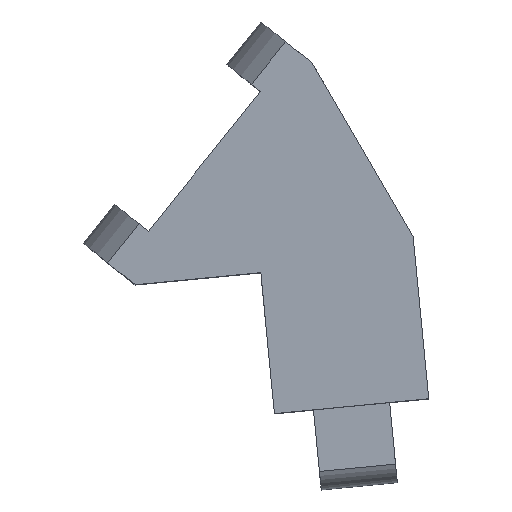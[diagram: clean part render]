
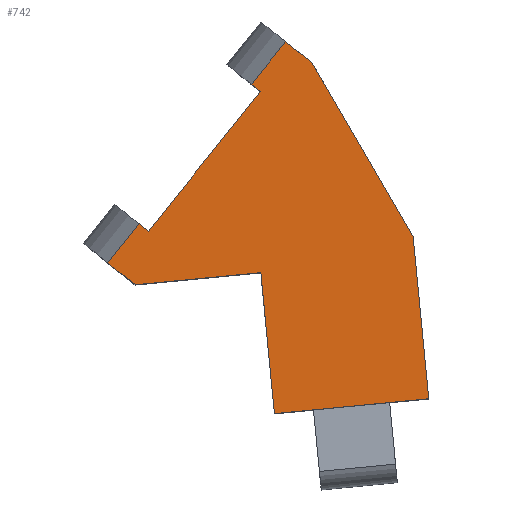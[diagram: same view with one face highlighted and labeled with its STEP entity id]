
A CAD part, top view. The second image highlights one B-rep face of the part: STEP entity #742.
In plain terms, the highlighted planar face has unit normal (0, 0, 1).
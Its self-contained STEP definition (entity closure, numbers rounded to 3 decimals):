
#3 = ORIENTED_EDGE ( 'NONE', *, *, #950, .T. ) ;
#4 = CARTESIAN_POINT ( 'NONE',  ( -17.2, 36.391, 20. ) ) ;
#8 = VECTOR ( 'NONE', #553, 1000. ) ;
#25 = DIRECTION ( 'NONE',  ( 0.78, -0.626, 0. ) ) ;
#29 = EDGE_CURVE ( 'NONE', #238, #667, #275, .T. ) ;
#68 = VECTOR ( 'NONE', #390, 1000. ) ;
#74 = CARTESIAN_POINT ( 'NONE',  ( 0., 0., 20. ) ) ;
#93 = ORIENTED_EDGE ( 'NONE', *, *, #912, .T. ) ;
#120 = CARTESIAN_POINT ( 'NONE',  ( -22.79, 13.65, 20. ) ) ;
#121 = LINE ( 'NONE', #369, #800 ) ;
#125 = EDGE_LOOP ( 'NONE', ( #216, #512, #919, #792, #696, #594, #851, #316, #759, #324, #93, #3 ) ) ;
#142 = DIRECTION ( 'NONE',  ( -1., 0., 0. ) ) ;
#156 = EDGE_CURVE ( 'NONE', #813, #238, #160, .T. ) ;
#160 = LINE ( 'NONE', #244, #8 ) ;
#161 = DIRECTION ( 'NONE',  ( -0.096, 0.995, 0. ) ) ;
#191 = CARTESIAN_POINT ( 'NONE',  ( -21.316, -1.649, 20. ) ) ;
#207 = EDGE_CURVE ( 'NONE', #364, #673, #714, .T. ) ;
#216 = ORIENTED_EDGE ( 'NONE', *, *, #842, .T. ) ;
#217 = CARTESIAN_POINT ( 'NONE',  ( -17.2, 36.391, 20. ) ) ;
#238 = VERTEX_POINT ( 'NONE', #709 ) ;
#243 = CARTESIAN_POINT ( 'NONE',  ( -6.262, 17.588, 20. ) ) ;
#244 = CARTESIAN_POINT ( 'NONE',  ( -22.831, 33.292, 20. ) ) ;
#248 = LINE ( 'NONE', #402, #297 ) ;
#250 = VECTOR ( 'NONE', #575, 1000. ) ;
#266 = CARTESIAN_POINT ( 'NONE',  ( -36.435, 12.336, 20. ) ) ;
#275 = LINE ( 'NONE', #938, #250 ) ;
#280 = EDGE_CURVE ( 'NONE', #330, #364, #660, .T. ) ;
#297 = VECTOR ( 'NONE', #161, 1000. ) ;
#315 = VERTEX_POINT ( 'NONE', #266 ) ;
#316 = ORIENTED_EDGE ( 'NONE', *, *, #651, .T. ) ;
#324 = ORIENTED_EDGE ( 'NONE', *, *, #207, .T. ) ;
#330 = VERTEX_POINT ( 'NONE', #332 ) ;
#331 = CARTESIAN_POINT ( 'NONE',  ( -22.831, 33.292, 20. ) ) ;
#332 = CARTESIAN_POINT ( 'NONE',  ( -22.79, 13.65, 20. ) ) ;
#364 = VERTEX_POINT ( 'NONE', #191 ) ;
#369 = CARTESIAN_POINT ( 'NONE',  ( -14.333, 45.889, 20. ) ) ;
#390 = DIRECTION ( 'NONE',  ( -0.78, 0.626, 0. ) ) ;
#402 = CARTESIAN_POINT ( 'NONE',  ( -4.565, -0.036, 20. ) ) ;
#404 = DIRECTION ( 'NONE',  ( 0.995, 0.096, 0. ) ) ;
#419 = LINE ( 'NONE', #752, #496 ) ;
#422 = VERTEX_POINT ( 'NONE', #504 ) ;
#423 = CARTESIAN_POINT ( 'NONE',  ( -39.379, 14.7, 20. ) ) ;
#444 = CARTESIAN_POINT ( 'NONE',  ( -23.815, 34.082, 20. ) ) ;
#455 = DIRECTION ( 'NONE',  ( -0.626, -0.78, 0. ) ) ;
#466 = EDGE_CURVE ( 'NONE', #652, #315, #555, .T. ) ;
#477 = CARTESIAN_POINT ( 'NONE',  ( -6.262, 17.588, 20. ) ) ;
#482 = VECTOR ( 'NONE', #25, 1000. ) ;
#496 = VECTOR ( 'NONE', #455, 1000. ) ;
#504 = CARTESIAN_POINT ( 'NONE',  ( -20.094, 38.715, 20. ) ) ;
#512 = ORIENTED_EDGE ( 'NONE', *, *, #786, .T. ) ;
#532 = FACE_OUTER_BOUND ( 'NONE', #125, .T. ) ;
#553 = DIRECTION ( 'NONE',  ( -0.626, -0.78, 0. ) ) ;
#555 = LINE ( 'NONE', #581, #658 ) ;
#561 = DIRECTION ( 'NONE',  ( 0.096, -0.995, 0. ) ) ;
#569 = CARTESIAN_POINT ( 'NONE',  ( -36.435, 12.336, 20. ) ) ;
#572 = CARTESIAN_POINT ( 'NONE',  ( -35.979, 18.934, 20. ) ) ;
#575 = DIRECTION ( 'NONE',  ( -0.78, 0.626, 0. ) ) ;
#581 = CARTESIAN_POINT ( 'NONE',  ( -44.961, 19.183, 20. ) ) ;
#592 = VECTOR ( 'NONE', #655, 1000. ) ;
#594 = ORIENTED_EDGE ( 'NONE', *, *, #857, .T. ) ;
#610 = LINE ( 'NONE', #331, #482 ) ;
#651 = EDGE_CURVE ( 'NONE', #315, #330, #766, .T. ) ;
#652 = VERTEX_POINT ( 'NONE', #423 ) ;
#655 = DIRECTION ( 'NONE',  ( 0.995, 0.096, 0. ) ) ;
#658 = VECTOR ( 'NONE', #958, 1000. ) ;
#660 = LINE ( 'NONE', #120, #788 ) ;
#667 = VERTEX_POINT ( 'NONE', #572 ) ;
#668 = CARTESIAN_POINT ( 'NONE',  ( -4.565, -0.036, 20. ) ) ;
#673 = VERTEX_POINT ( 'NONE', #668 ) ;
#682 = CARTESIAN_POINT ( 'NONE',  ( -22.831, 33.292, 20. ) ) ;
#696 = ORIENTED_EDGE ( 'NONE', *, *, #29, .T. ) ;
#699 = LINE ( 'NONE', #477, #755 ) ;
#709 = CARTESIAN_POINT ( 'NONE',  ( -34.996, 18.144, 20. ) ) ;
#714 = LINE ( 'NONE', #754, #779 ) ;
#721 = VERTEX_POINT ( 'NONE', #217 ) ;
#731 = PLANE ( 'NONE',  #765 ) ;
#734 = DIRECTION ( 'NONE',  ( 0., 0., -1. ) ) ;
#742 = ADVANCED_FACE ( 'NONE', ( #532 ), #731, .F. ) ;
#752 = CARTESIAN_POINT ( 'NONE',  ( -14.333, 45.889, 20. ) ) ;
#754 = CARTESIAN_POINT ( 'NONE',  ( -21.316, -1.649, 20. ) ) ;
#755 = VECTOR ( 'NONE', #921, 1000. ) ;
#759 = ORIENTED_EDGE ( 'NONE', *, *, #280, .T. ) ;
#765 = AXIS2_PLACEMENT_3D ( 'NONE', #74, #734, #142 ) ;
#766 = LINE ( 'NONE', #569, #592 ) ;
#779 = VECTOR ( 'NONE', #404, 1000. ) ;
#784 = VERTEX_POINT ( 'NONE', #444 ) ;
#786 = EDGE_CURVE ( 'NONE', #422, #784, #121, .T. ) ;
#788 = VECTOR ( 'NONE', #561, 1000. ) ;
#792 = ORIENTED_EDGE ( 'NONE', *, *, #156, .T. ) ;
#798 = LINE ( 'NONE', #4, #68 ) ;
#800 = VECTOR ( 'NONE', #969, 1000. ) ;
#813 = VERTEX_POINT ( 'NONE', #682 ) ;
#842 = EDGE_CURVE ( 'NONE', #721, #422, #798, .T. ) ;
#851 = ORIENTED_EDGE ( 'NONE', *, *, #466, .T. ) ;
#857 = EDGE_CURVE ( 'NONE', #667, #652, #419, .T. ) ;
#912 = EDGE_CURVE ( 'NONE', #673, #942, #248, .T. ) ;
#918 = EDGE_CURVE ( 'NONE', #784, #813, #610, .T. ) ;
#919 = ORIENTED_EDGE ( 'NONE', *, *, #918, .T. ) ;
#921 = DIRECTION ( 'NONE',  ( -0.503, 0.864, 0. ) ) ;
#938 = CARTESIAN_POINT ( 'NONE',  ( -34.996, 18.144, 20. ) ) ;
#942 = VERTEX_POINT ( 'NONE', #243 ) ;
#950 = EDGE_CURVE ( 'NONE', #942, #721, #699, .T. ) ;
#958 = DIRECTION ( 'NONE',  ( 0.78, -0.626, 0. ) ) ;
#969 = DIRECTION ( 'NONE',  ( -0.626, -0.78, 0. ) ) ;
